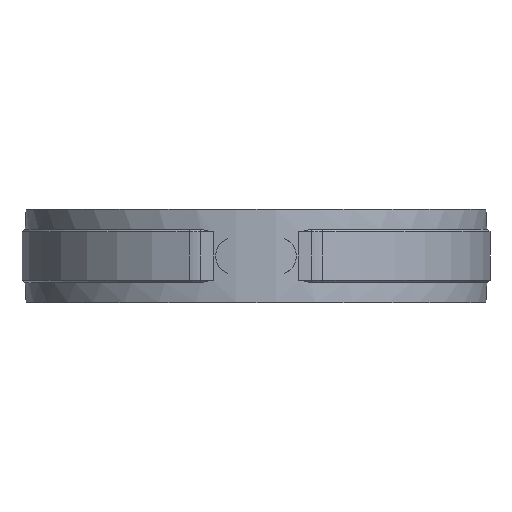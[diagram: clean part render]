
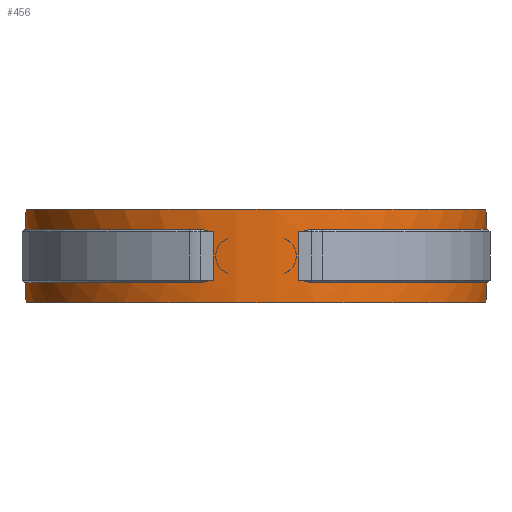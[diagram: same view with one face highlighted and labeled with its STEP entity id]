
A CAD part, front view. The second image highlights one B-rep face of the part: STEP entity #456.
In plain terms, the highlighted cylindrical face has radius 86 mm (diameter 172 mm), a partial arc.
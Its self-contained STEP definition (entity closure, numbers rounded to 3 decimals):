
#456 = ADVANCED_FACE( '', ( #810 ), #811, .T. );
#810 = FACE_OUTER_BOUND( '', #1945, .T. );
#811 = CYLINDRICAL_SURFACE( '', #1946, 86. );
#1945 = EDGE_LOOP( '', ( #4650, #4651, #4652, #4653, #4654, #4655, #4656, #4657, #4658, #4659, #4660, #4661, #4662, #4663, #4664, #4665 ) );
#1946 = AXIS2_PLACEMENT_3D( '', #4666, #4667, #4668 );
#4650 = ORIENTED_EDGE( '', *, *, #5346, .T. );
#4651 = ORIENTED_EDGE( '', *, *, #5347, .T. );
#4652 = ORIENTED_EDGE( '', *, *, #5348, .T. );
#4653 = ORIENTED_EDGE( '', *, *, #5349, .T. );
#4654 = ORIENTED_EDGE( '', *, *, #5350, .T. );
#4655 = ORIENTED_EDGE( '', *, *, #5351, .F. );
#4656 = ORIENTED_EDGE( '', *, *, #5352, .T. );
#4657 = ORIENTED_EDGE( '', *, *, #5353, .F. );
#4658 = ORIENTED_EDGE( '', *, *, #5354, .F. );
#4659 = ORIENTED_EDGE( '', *, *, #5355, .T. );
#4660 = ORIENTED_EDGE( '', *, *, #5356, .T. );
#4661 = ORIENTED_EDGE( '', *, *, #5357, .F. );
#4662 = ORIENTED_EDGE( '', *, *, #5358, .T. );
#4663 = ORIENTED_EDGE( '', *, *, #5359, .F. );
#4664 = ORIENTED_EDGE( '', *, *, #5360, .F. );
#4665 = ORIENTED_EDGE( '', *, *, #5361, .T. );
#4666 = CARTESIAN_POINT( '', ( 0., 0., -33.5 ) );
#4667 = DIRECTION( '', ( 0., 0., -1. ) );
#4668 = DIRECTION( '', ( 0., 1., 0. ) );
#5346 = EDGE_CURVE( '', #6080, #6081, #6082, .T. );
#5347 = EDGE_CURVE( '', #6081, #6083, #6084, .T. );
#5348 = EDGE_CURVE( '', #6083, #6085, #6086, .T. );
#5349 = EDGE_CURVE( '', #6085, #6087, #6088, .T. );
#5350 = EDGE_CURVE( '', #6087, #6089, #6090, .F. );
#5351 = EDGE_CURVE( '', #6091, #6089, #6092, .T. );
#5352 = EDGE_CURVE( '', #6091, #6093, #6094, .T. );
#5353 = EDGE_CURVE( '', #6095, #6093, #6096, .T. );
#5354 = EDGE_CURVE( '', #6097, #6095, #6098, .T. );
#5355 = EDGE_CURVE( '', #6097, #6099, #6100, .T. );
#5356 = EDGE_CURVE( '', #6099, #6101, #6102, .F. );
#5357 = EDGE_CURVE( '', #6103, #6101, #6104, .T. );
#5358 = EDGE_CURVE( '', #6103, #6105, #6106, .T. );
#5359 = EDGE_CURVE( '', #6107, #6105, #6108, .T. );
#5360 = EDGE_CURVE( '', #6109, #6107, #6110, .T. );
#5361 = EDGE_CURVE( '', #6109, #6080, #6111, .T. );
#6080 = VERTEX_POINT( '', #9278 );
#6081 = VERTEX_POINT( '', #9279 );
#6082 = LINE( '', #9280, #9281 );
#6083 = VERTEX_POINT( '', #9282 );
#6084 = CIRCLE( '', #9283, 86. );
#6085 = VERTEX_POINT( '', #9284 );
#6086 = ELLIPSE( '', #9285, 121.622, 86. );
#6087 = VERTEX_POINT( '', #9286 );
#6088 = LINE( '', #9287, #9288 );
#6089 = VERTEX_POINT( '', #9289 );
#6090 = ELLIPSE( '', #9290, 121.622, 86. );
#6091 = VERTEX_POINT( '', #9291 );
#6092 = CIRCLE( '', #9292, 86. );
#6093 = VERTEX_POINT( '', #9293 );
#6094 = LINE( '', #9294, #9295 );
#6095 = VERTEX_POINT( '', #9296 );
#6096 = CIRCLE( '', #9297, 86. );
#6097 = VERTEX_POINT( '', #9298 );
#6098 = LINE( '', #9299, #9300 );
#6099 = VERTEX_POINT( '', #9301 );
#6100 = CIRCLE( '', #9302, 86. );
#6101 = VERTEX_POINT( '', #9303 );
#6102 = ELLIPSE( '', #9304, 121.622, 86. );
#6103 = VERTEX_POINT( '', #9305 );
#6104 = LINE( '', #9306, #9307 );
#6105 = VERTEX_POINT( '', #9308 );
#6106 = ELLIPSE( '', #9309, 121.622, 86. );
#6107 = VERTEX_POINT( '', #9310 );
#6108 = CIRCLE( '', #9311, 86. );
#6109 = VERTEX_POINT( '', #9312 );
#6110 = LINE( '', #9313, #9314 );
#6111 = CIRCLE( '', #9315, 86. );
#9278 = CARTESIAN_POINT( '', ( 8.4, 85.589, -33.5 ) );
#9279 = CARTESIAN_POINT( '', ( 8.4, 85.589, -26. ) );
#9280 = CARTESIAN_POINT( '', ( 8.4, 85.589, -33.5 ) );
#9281 = VECTOR( '', #9996, 1000. );
#9282 = CARTESIAN_POINT( '', ( 20.585, -83.5, -26. ) );
#9283 = AXIS2_PLACEMENT_3D( '', #9997, #9998, #9999 );
#9284 = CARTESIAN_POINT( '', ( 15.992, -84.5, -25. ) );
#9285 = AXIS2_PLACEMENT_3D( '', #10000, #10001, #10002 );
#9286 = CARTESIAN_POINT( '', ( 15.992, -84.5, -7. ) );
#9287 = CARTESIAN_POINT( '', ( 15.992, -84.5, -26. ) );
#9288 = VECTOR( '', #10003, 1000. );
#9289 = CARTESIAN_POINT( '', ( 20.585, -83.5, -6. ) );
#9290 = AXIS2_PLACEMENT_3D( '', #10004, #10005, #10006 );
#9291 = CARTESIAN_POINT( '', ( 8.4, 85.589, -6. ) );
#9292 = AXIS2_PLACEMENT_3D( '', #10007, #10008, #10009 );
#9293 = CARTESIAN_POINT( '', ( 8.4, 85.589, 1.5 ) );
#9294 = CARTESIAN_POINT( '', ( 8.4, 85.589, -33.5 ) );
#9295 = VECTOR( '', #10010, 1000. );
#9296 = CARTESIAN_POINT( '', ( -8.4, 85.589, 1.5 ) );
#9297 = AXIS2_PLACEMENT_3D( '', #10011, #10012, #10013 );
#9298 = CARTESIAN_POINT( '', ( -8.4, 85.589, -6. ) );
#9299 = CARTESIAN_POINT( '', ( -8.4, 85.589, -33.5 ) );
#9300 = VECTOR( '', #10014, 1000. );
#9301 = CARTESIAN_POINT( '', ( -20.585, -83.5, -6. ) );
#9302 = AXIS2_PLACEMENT_3D( '', #10015, #10016, #10017 );
#9303 = CARTESIAN_POINT( '', ( -15.992, -84.5, -7. ) );
#9304 = AXIS2_PLACEMENT_3D( '', #10018, #10019, #10020 );
#9305 = CARTESIAN_POINT( '', ( -15.992, -84.5, -25. ) );
#9306 = CARTESIAN_POINT( '', ( -15.992, -84.5, -26. ) );
#9307 = VECTOR( '', #10021, 1000. );
#9308 = CARTESIAN_POINT( '', ( -20.585, -83.5, -26. ) );
#9309 = AXIS2_PLACEMENT_3D( '', #10022, #10023, #10024 );
#9310 = CARTESIAN_POINT( '', ( -8.4, 85.589, -26. ) );
#9311 = AXIS2_PLACEMENT_3D( '', #10025, #10026, #10027 );
#9312 = CARTESIAN_POINT( '', ( -8.4, 85.589, -33.5 ) );
#9313 = CARTESIAN_POINT( '', ( -8.4, 85.589, -33.5 ) );
#9314 = VECTOR( '', #10028, 1000. );
#9315 = AXIS2_PLACEMENT_3D( '', #10029, #10030, #10031 );
#9996 = DIRECTION( '', ( 0., 0., 1. ) );
#9997 = CARTESIAN_POINT( '', ( 0., 0., -26. ) );
#9998 = DIRECTION( '', ( 0., 0., -1. ) );
#9999 = DIRECTION( '', ( 1., 0., 0. ) );
#10000 = CARTESIAN_POINT( '', ( 0., 0., -109.5 ) );
#10001 = DIRECTION( '', ( 0., -0.707, -0.707 ) );
#10002 = DIRECTION( '', ( 0., -0.707, 0.707 ) );
#10003 = DIRECTION( '', ( 0., 0., 1. ) );
#10004 = CARTESIAN_POINT( '', ( 0., 0., 77.5 ) );
#10005 = DIRECTION( '', ( 0., 0.707, -0.707 ) );
#10006 = DIRECTION( '', ( 0., 0.707, 0.707 ) );
#10007 = CARTESIAN_POINT( '', ( 0., 0., -6. ) );
#10008 = DIRECTION( '', ( 0., 0., -1. ) );
#10009 = DIRECTION( '', ( 1., 0., 0. ) );
#10010 = DIRECTION( '', ( 0., 0., 1. ) );
#10011 = CARTESIAN_POINT( '', ( 0., 0., 1.5 ) );
#10012 = DIRECTION( '', ( 0., 0., 1. ) );
#10013 = DIRECTION( '', ( 1., 0., 0. ) );
#10014 = DIRECTION( '', ( 0., 0., 1. ) );
#10015 = CARTESIAN_POINT( '', ( 0., 0., -6. ) );
#10016 = DIRECTION( '', ( 0., 0., 1. ) );
#10017 = DIRECTION( '', ( 1., 0., 0. ) );
#10018 = CARTESIAN_POINT( '', ( 0., 0., 77.5 ) );
#10019 = DIRECTION( '', ( 0., 0.707, -0.707 ) );
#10020 = DIRECTION( '', ( 0., 0.707, 0.707 ) );
#10021 = DIRECTION( '', ( 0., 0., 1. ) );
#10022 = CARTESIAN_POINT( '', ( 0., 0., -109.5 ) );
#10023 = DIRECTION( '', ( 0., -0.707, -0.707 ) );
#10024 = DIRECTION( '', ( 0., -0.707, 0.707 ) );
#10025 = CARTESIAN_POINT( '', ( 0., 0., -26. ) );
#10026 = DIRECTION( '', ( 0., 0., 1. ) );
#10027 = DIRECTION( '', ( 1., 0., 0. ) );
#10028 = DIRECTION( '', ( 0., 0., 1. ) );
#10029 = CARTESIAN_POINT( '', ( 0., 0., -33.5 ) );
#10030 = DIRECTION( '', ( 0., 0., 1. ) );
#10031 = DIRECTION( '', ( 1., 0., 0. ) );
